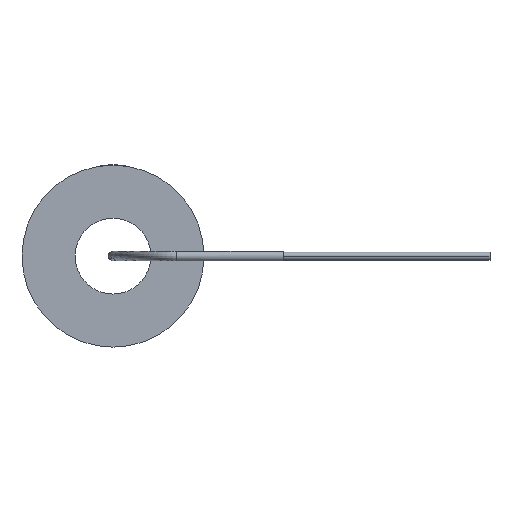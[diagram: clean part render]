
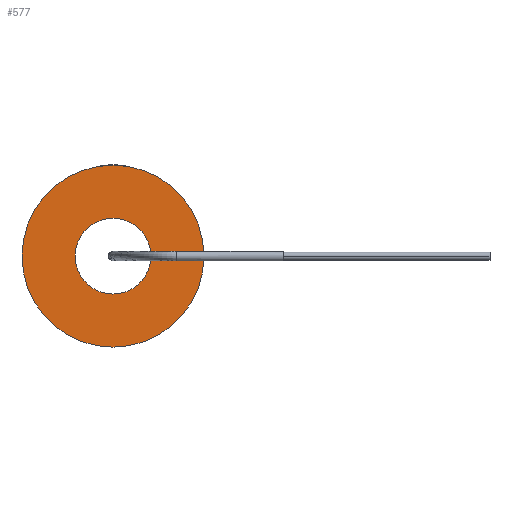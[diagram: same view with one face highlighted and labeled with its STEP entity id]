
A CAD part, left-side view. The second image highlights one B-rep face of the part: STEP entity #577.
In plain terms, the highlighted planar face has unit normal (-1, 0, 0).
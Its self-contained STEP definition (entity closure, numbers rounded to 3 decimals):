
#1 = VERTEX_POINT ( 'NONE', #1770 ) ;
#310 = AXIS2_PLACEMENT_3D ( 'NONE', #4152, #3728, #2969 ) ;
#341 = CARTESIAN_POINT ( 'NONE',  ( 0., 0., 1.193 ) ) ;
#371 = EDGE_CURVE ( 'NONE', #4574, #1, #3832, .T. ) ;
#399 = AXIS2_PLACEMENT_3D ( 'NONE', #4356, #3565, #1128 ) ;
#475 = CARTESIAN_POINT ( 'NONE',  ( 0., 0., 0. ) ) ;
#515 = PLANE ( 'NONE',  #4218 ) ;
#577 = ADVANCED_FACE ( 'NONE', ( #3609, #4153 ), #515, .F. ) ;
#658 = EDGE_LOOP ( 'NONE', ( #4155, #2800 ) ) ;
#925 = DIRECTION ( 'NONE',  ( 1., 0., 0. ) ) ;
#1128 = DIRECTION ( 'NONE',  ( 0., 0., -1. ) ) ;
#1620 = AXIS2_PLACEMENT_3D ( 'NONE', #1956, #4380, #3629 ) ;
#1770 = CARTESIAN_POINT ( 'NONE',  ( 0., 0., -2.863 ) ) ;
#1956 = CARTESIAN_POINT ( 'NONE',  ( 0., 0., 0. ) ) ;
#2080 = CARTESIAN_POINT ( 'NONE',  ( 0., 0., 0. ) ) ;
#2671 = CARTESIAN_POINT ( 'NONE',  ( 0., 0., -1.193 ) ) ;
#2800 = ORIENTED_EDGE ( 'NONE', *, *, #3962, .T. ) ;
#2868 = VERTEX_POINT ( 'NONE', #2671 ) ;
#2969 = DIRECTION ( 'NONE',  ( 0., 0., -1. ) ) ;
#3314 = VERTEX_POINT ( 'NONE', #341 ) ;
#3316 = EDGE_LOOP ( 'NONE', ( #5163, #4788 ) ) ;
#3431 = CIRCLE ( 'NONE', #399, 1.193 ) ;
#3507 = CIRCLE ( 'NONE', #4990, 2.863 ) ;
#3565 = DIRECTION ( 'NONE',  ( 1., 0., 0. ) ) ;
#3609 = FACE_OUTER_BOUND ( 'NONE', #3316, .T. ) ;
#3625 = CARTESIAN_POINT ( 'NONE',  ( 0., 0., 2.863 ) ) ;
#3629 = DIRECTION ( 'NONE',  ( 0., 0., -1. ) ) ;
#3728 = DIRECTION ( 'NONE',  ( 1., 0., 0. ) ) ;
#3771 = DIRECTION ( 'NONE',  ( 0., 0., -1. ) ) ;
#3832 = CIRCLE ( 'NONE', #1620, 2.863 ) ;
#3962 = EDGE_CURVE ( 'NONE', #2868, #3314, #4626, .T. ) ;
#4095 = DIRECTION ( 'NONE',  ( 1., 0., 0. ) ) ;
#4152 = CARTESIAN_POINT ( 'NONE',  ( 0., 0., 0. ) ) ;
#4153 = FACE_BOUND ( 'NONE', #658, .T. ) ;
#4155 = ORIENTED_EDGE ( 'NONE', *, *, #4466, .T. ) ;
#4218 = AXIS2_PLACEMENT_3D ( 'NONE', #475, #925, #3771 ) ;
#4356 = CARTESIAN_POINT ( 'NONE',  ( 0., 0., 0. ) ) ;
#4380 = DIRECTION ( 'NONE',  ( 1., 0., 0. ) ) ;
#4466 = EDGE_CURVE ( 'NONE', #3314, #2868, #3431, .T. ) ;
#4499 = DIRECTION ( 'NONE',  ( 0., 0., -1. ) ) ;
#4574 = VERTEX_POINT ( 'NONE', #3625 ) ;
#4626 = CIRCLE ( 'NONE', #310, 1.193 ) ;
#4700 = EDGE_CURVE ( 'NONE', #1, #4574, #3507, .T. ) ;
#4788 = ORIENTED_EDGE ( 'NONE', *, *, #4700, .F. ) ;
#4990 = AXIS2_PLACEMENT_3D ( 'NONE', #2080, #4095, #4499 ) ;
#5163 = ORIENTED_EDGE ( 'NONE', *, *, #371, .F. ) ;
